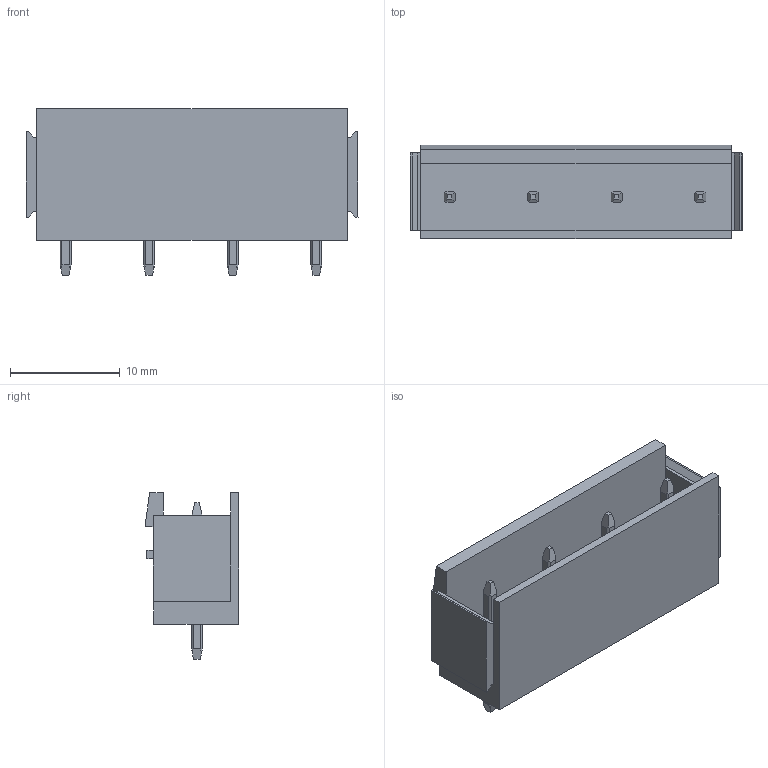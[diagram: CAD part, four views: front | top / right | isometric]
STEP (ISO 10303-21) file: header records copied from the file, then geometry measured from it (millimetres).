
FILE_DESCRIPTION(('CATIA V5 STEP','CAx-IF Rec.Pracs.--- Model Styling and Organization---1.2---2011-12-15'),'2;1');
FILE_NAME ('D1453733_0_1625270000_1625270000.stp','2018-11-12T03:30:00+00:00',('none'),('Weidmueller'),'CATIA Version 5-6 Release 2014','CATIA V5 STEP AP214','none');
FILE_SCHEMA(('AUTOMOTIVE_DESIGN { 1 0 10303 214 1 1 1 1 }'));
Length unit declared in the file: millimetre
Products named in the file (1): 1625270000
Bounding box: 30.28 x 8.5 x 15.2 mm (x, y, z)
Volume: 1353.1 mm3; surface area: 2221.3 mm2
Topology: 5 solids, 5 shells, 151 faces, 411 edges, 270 vertices
Faces by surface type: plane 117, cylinder 34
Entity records: 4417 total; most frequent: CARTESIAN_POINT 996, ORIENTED_EDGE 822, DIRECTION 495, EDGE_CURVE 411, VECTOR 275, LINE 275, VERTEX_POINT 270, EDGE_LOOP 159
